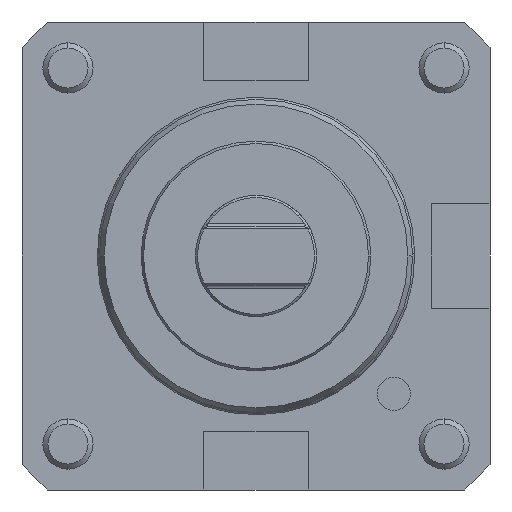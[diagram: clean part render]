
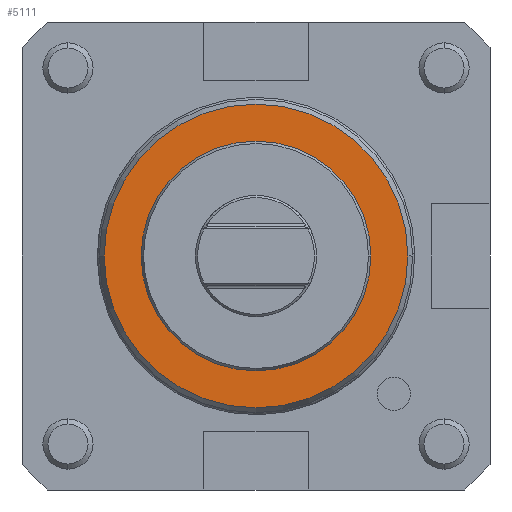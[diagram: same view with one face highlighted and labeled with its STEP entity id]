
A CAD part, front view. The second image highlights one B-rep face of the part: STEP entity #5111.
In plain terms, the highlighted planar face has unit normal (0, -1, 0).
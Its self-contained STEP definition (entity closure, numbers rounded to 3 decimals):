
#1459=CARTESIAN_POINT('',(0.,-43.,0.));
#1460=DIRECTION('',(0.,1.,0.));
#1461=DIRECTION('',(-1.,0.,0.));
#1462=AXIS2_PLACEMENT_3D('',#1459,#1460,#1461);
#1464=CARTESIAN_POINT('',(0.,-43.,0.));
#1465=DIRECTION('',(0.,1.,0.));
#1466=DIRECTION('',(1.,0.,0.));
#1467=AXIS2_PLACEMENT_3D('',#1464,#1465,#1466);
#1469=CARTESIAN_POINT('',(0.,-43.,0.));
#1470=DIRECTION('',(0.,-1.,0.));
#1471=DIRECTION('',(1.,0.,0.));
#1472=AXIS2_PLACEMENT_3D('',#1469,#1470,#1471);
#1474=CARTESIAN_POINT('',(0.,-43.,0.));
#1475=DIRECTION('',(0.,1.,0.));
#1476=DIRECTION('',(1.,0.,0.));
#1477=AXIS2_PLACEMENT_3D('',#1474,#1475,#1476);
#3238=CARTESIAN_POINT('',(27.5,-43.,0.));
#3239=CARTESIAN_POINT('',(-27.5,-43.,0.));
#3240=VERTEX_POINT('',#3238);
#3241=VERTEX_POINT('',#3239);
#3254=CARTESIAN_POINT('',(-36.345,-43.,0.));
#3255=CARTESIAN_POINT('',(36.345,-43.,0.));
#3256=VERTEX_POINT('',#3254);
#3257=VERTEX_POINT('',#3255);
#5096=CARTESIAN_POINT('',(0.,-43.,0.));
#5097=DIRECTION('',(0.,-1.,0.));
#5098=DIRECTION('',(-1.,0.,0.));
#5099=AXIS2_PLACEMENT_3D('',#5096,#5097,#5098);
#5100=PLANE('',#5099);
#5101=ORIENTED_EDGE('',*,*,#5090,.T.);
#5102=ORIENTED_EDGE('',*,*,#5076,.T.);
#5103=EDGE_LOOP('',(#5101,#5102));
#5104=FACE_OUTER_BOUND('',#5103,.F.);
#5106=ORIENTED_EDGE('',*,*,#5105,.T.);
#5108=ORIENTED_EDGE('',*,*,#5107,.F.);
#5109=EDGE_LOOP('',(#5106,#5108));
#5110=FACE_BOUND('',#5109,.F.);
#1463=CIRCLE('',#1462,36.345);
#1468=CIRCLE('',#1467,36.345);
#1473=CIRCLE('',#1472,27.5);
#1478=CIRCLE('',#1477,27.5);
#5076=EDGE_CURVE('',#3257,#3256,#1468,.T.);
#5090=EDGE_CURVE('',#3256,#3257,#1463,.T.);
#5105=EDGE_CURVE('',#3240,#3241,#1473,.T.);
#5107=EDGE_CURVE('',#3240,#3241,#1478,.T.);
#5111=ADVANCED_FACE('',(#5104,#5110),#5100,.T.);
